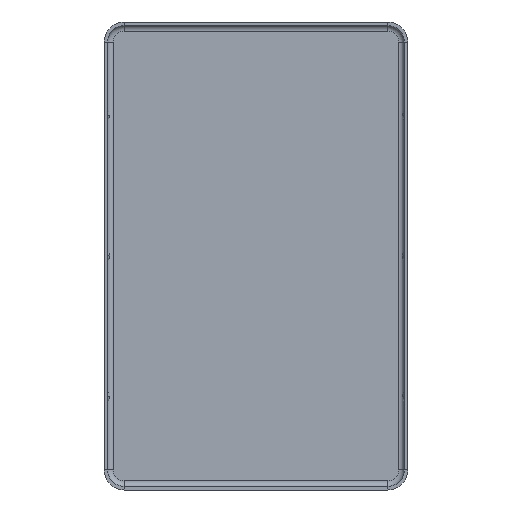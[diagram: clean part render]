
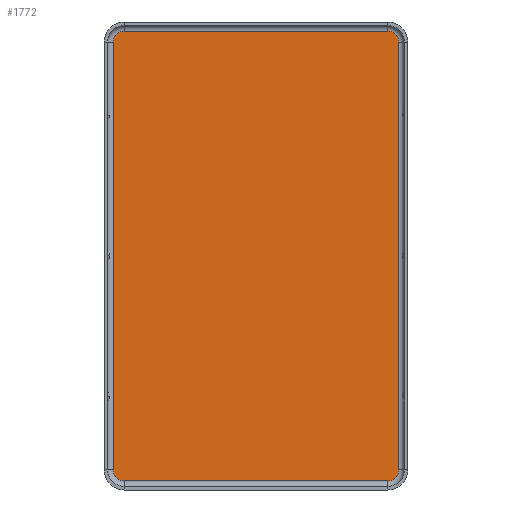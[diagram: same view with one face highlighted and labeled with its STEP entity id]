
A CAD part, front view. The second image highlights one B-rep face of the part: STEP entity #1772.
In plain terms, the highlighted planar face has unit normal (0, -1, 0).
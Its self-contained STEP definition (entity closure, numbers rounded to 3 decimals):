
#51 = EDGE_CURVE ( 'NONE', #1002, #1402, #272, .T. ) ;
#64 = AXIS2_PLACEMENT_3D ( 'NONE', #1098, #1112, #807 ) ;
#66 = ORIENTED_EDGE ( 'NONE', *, *, #1300, .T. ) ;
#75 = AXIS2_PLACEMENT_3D ( 'NONE', #531, #1664, #239 ) ;
#93 = LINE ( 'NONE', #1006, #638 ) ;
#152 = CARTESIAN_POINT ( 'NONE',  ( -11.7, 0., 20. ) ) ;
#158 = CARTESIAN_POINT ( 'NONE',  ( -12.7, 0., 19. ) ) ;
#161 = CARTESIAN_POINT ( 'NONE',  ( 12.7, 0., 0. ) ) ;
#207 = DIRECTION ( 'NONE',  ( 0., 0., 1. ) ) ;
#222 = AXIS2_PLACEMENT_3D ( 'NONE', #361, #1363, #207 ) ;
#239 = DIRECTION ( 'NONE',  ( 0., 0., -1. ) ) ;
#253 = ORIENTED_EDGE ( 'NONE', *, *, #1404, .T. ) ;
#272 = CIRCLE ( 'NONE', #64, 1. ) ;
#274 = ORIENTED_EDGE ( 'NONE', *, *, #1495, .F. ) ;
#288 = EDGE_LOOP ( 'NONE', ( #552, #1425, #274, #1200, #253, #1493, #66, #1116 ) ) ;
#315 = CARTESIAN_POINT ( 'NONE',  ( 11.7, 0., -20. ) ) ;
#328 = DIRECTION ( 'NONE',  ( 0., 0., -1. ) ) ;
#361 = CARTESIAN_POINT ( 'NONE',  ( -11.7, 0., -19. ) ) ;
#365 = EDGE_CURVE ( 'NONE', #1402, #1094, #1773, .T. ) ;
#421 = CARTESIAN_POINT ( 'NONE',  ( 12.7, 0., 19. ) ) ;
#451 = DIRECTION ( 'NONE',  ( 0., 0., -1. ) ) ;
#456 = DIRECTION ( 'NONE',  ( -1., 0., 0. ) ) ;
#471 = CARTESIAN_POINT ( 'NONE',  ( 11.7, 0., 20. ) ) ;
#528 = VERTEX_POINT ( 'NONE', #1189 ) ;
#531 = CARTESIAN_POINT ( 'NONE',  ( -11.7, 0., 19. ) ) ;
#551 = DIRECTION ( 'NONE',  ( 0., -1., 0. ) ) ;
#552 = ORIENTED_EDGE ( 'NONE', *, *, #365, .F. ) ;
#571 = VERTEX_POINT ( 'NONE', #471 ) ;
#638 = VECTOR ( 'NONE', #451, 1000. ) ;
#662 = VECTOR ( 'NONE', #1498, 1000. ) ;
#685 = EDGE_CURVE ( 'NONE', #1172, #571, #1218, .T. ) ;
#807 = DIRECTION ( 'NONE',  ( 0., 0., 1. ) ) ;
#888 = VERTEX_POINT ( 'NONE', #152 ) ;
#896 = CARTESIAN_POINT ( 'NONE',  ( 11.7, 0., 20. ) ) ;
#911 = CARTESIAN_POINT ( 'NONE',  ( 11.7, 0., 19. ) ) ;
#962 = EDGE_CURVE ( 'NONE', #528, #1094, #1541, .T. ) ;
#1002 = VERTEX_POINT ( 'NONE', #1759 ) ;
#1006 = CARTESIAN_POINT ( 'NONE',  ( -12.7, 0., 0. ) ) ;
#1007 = PLANE ( 'NONE',  #1369 ) ;
#1042 = EDGE_CURVE ( 'NONE', #1339, #888, #1154, .T. ) ;
#1050 = DIRECTION ( 'NONE',  ( 0., 0., -1. ) ) ;
#1094 = VERTEX_POINT ( 'NONE', #1816 ) ;
#1098 = CARTESIAN_POINT ( 'NONE',  ( 11.7, 0., -19. ) ) ;
#1099 = FACE_OUTER_BOUND ( 'NONE', #288, .T. ) ;
#1101 = VECTOR ( 'NONE', #1050, 1000. ) ;
#1112 = DIRECTION ( 'NONE',  ( 0., 1., 0. ) ) ;
#1116 = ORIENTED_EDGE ( 'NONE', *, *, #962, .T. ) ;
#1154 = CIRCLE ( 'NONE', #75, 1. ) ;
#1172 = VERTEX_POINT ( 'NONE', #421 ) ;
#1188 = LINE ( 'NONE', #161, #1101 ) ;
#1189 = CARTESIAN_POINT ( 'NONE',  ( -12.7, 0., -19. ) ) ;
#1200 = ORIENTED_EDGE ( 'NONE', *, *, #685, .T. ) ;
#1218 = CIRCLE ( 'NONE', #1811, 1. ) ;
#1300 = EDGE_CURVE ( 'NONE', #1339, #528, #93, .T. ) ;
#1339 = VERTEX_POINT ( 'NONE', #158 ) ;
#1363 = DIRECTION ( 'NONE',  ( 0., -1., 0. ) ) ;
#1369 = AXIS2_PLACEMENT_3D ( 'NONE', #1707, #551, #1550 ) ;
#1402 = VERTEX_POINT ( 'NONE', #315 ) ;
#1404 = EDGE_CURVE ( 'NONE', #571, #888, #1414, .T. ) ;
#1414 = LINE ( 'NONE', #896, #1739 ) ;
#1425 = ORIENTED_EDGE ( 'NONE', *, *, #51, .F. ) ;
#1493 = ORIENTED_EDGE ( 'NONE', *, *, #1042, .F. ) ;
#1495 = EDGE_CURVE ( 'NONE', #1172, #1002, #1188, .T. ) ;
#1498 = DIRECTION ( 'NONE',  ( -1., 0., 0. ) ) ;
#1541 = CIRCLE ( 'NONE', #222, 1. ) ;
#1550 = DIRECTION ( 'NONE',  ( 0., 0., -1. ) ) ;
#1637 = CARTESIAN_POINT ( 'NONE',  ( 11.7, 0., -20. ) ) ;
#1664 = DIRECTION ( 'NONE',  ( 0., 1., 0. ) ) ;
#1707 = CARTESIAN_POINT ( 'NONE',  ( 11.7, 0., -19. ) ) ;
#1739 = VECTOR ( 'NONE', #456, 1000. ) ;
#1759 = CARTESIAN_POINT ( 'NONE',  ( 12.7, 0., -19. ) ) ;
#1761 = DIRECTION ( 'NONE',  ( 0., -1., 0. ) ) ;
#1772 = ADVANCED_FACE ( 'NONE', ( #1099 ), #1007, .T. ) ;
#1773 = LINE ( 'NONE', #1637, #662 ) ;
#1811 = AXIS2_PLACEMENT_3D ( 'NONE', #911, #1761, #328 ) ;
#1816 = CARTESIAN_POINT ( 'NONE',  ( -11.7, 0., -20. ) ) ;
